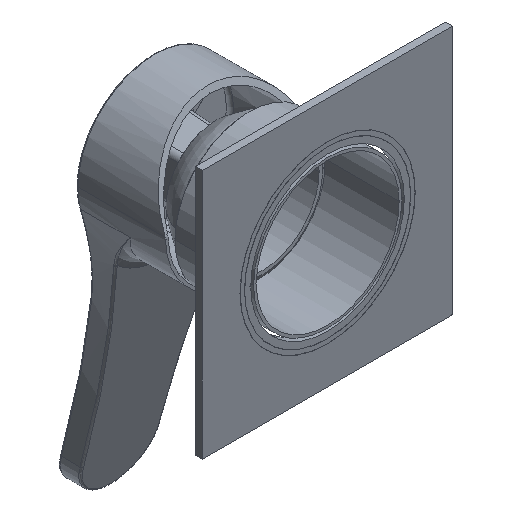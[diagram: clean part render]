
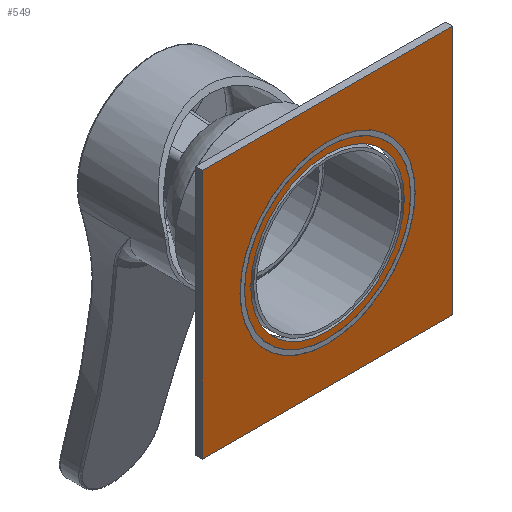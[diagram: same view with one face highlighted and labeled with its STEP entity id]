
A CAD part, isometric view. The second image highlights one B-rep face of the part: STEP entity #549.
In plain terms, the highlighted face is planar.
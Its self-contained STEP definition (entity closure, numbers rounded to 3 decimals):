
#428=CARTESIAN_POINT('',(0.,0.,0.));
#429=DIRECTION('',(0.,0.,-1.));
#430=DIRECTION('',(1.,0.,0.));
#431=AXIS2_PLACEMENT_3D('',#428,#429,#430);
#433=CARTESIAN_POINT('',(0.,0.,0.));
#434=DIRECTION('',(0.,0.,-1.));
#435=DIRECTION('',(-1.,0.,0.));
#436=AXIS2_PLACEMENT_3D('',#433,#434,#435);
#438=DIRECTION('',(0.,-1.,0.));
#439=VECTOR('',#438,70.);
#440=CARTESIAN_POINT('',(-35.,35.,0.));
#441=LINE('',#440,#439);
#442=DIRECTION('',(1.,0.,0.));
#443=VECTOR('',#442,70.);
#444=CARTESIAN_POINT('',(-35.,-35.,0.));
#445=LINE('',#444,#443);
#446=DIRECTION('',(0.,1.,0.));
#447=VECTOR('',#446,70.);
#448=CARTESIAN_POINT('',(35.,-35.,0.));
#449=LINE('',#448,#447);
#450=DIRECTION('',(-1.,0.,0.));
#451=VECTOR('',#450,70.);
#452=CARTESIAN_POINT('',(35.,35.,0.));
#453=LINE('',#452,#451);
#504=CARTESIAN_POINT('',(21.5,0.,0.));
#505=CARTESIAN_POINT('',(-21.5,0.,0.));
#506=VERTEX_POINT('',#504);
#507=VERTEX_POINT('',#505);
#508=CARTESIAN_POINT('',(-35.,35.,0.));
#509=CARTESIAN_POINT('',(-35.,-35.,0.));
#510=VERTEX_POINT('',#508);
#511=VERTEX_POINT('',#509);
#512=CARTESIAN_POINT('',(35.,-35.,0.));
#513=VERTEX_POINT('',#512);
#514=CARTESIAN_POINT('',(35.,35.,0.));
#515=VERTEX_POINT('',#514);
#528=CARTESIAN_POINT('',(0.,0.,0.));
#529=DIRECTION('',(0.,0.,1.));
#530=DIRECTION('',(1.,0.,0.));
#531=AXIS2_PLACEMENT_3D('',#528,#529,#530);
#532=PLANE('',#531);
#534=ORIENTED_EDGE('',*,*,#533,.T.);
#536=ORIENTED_EDGE('',*,*,#535,.T.);
#538=ORIENTED_EDGE('',*,*,#537,.T.);
#540=ORIENTED_EDGE('',*,*,#539,.T.);
#541=EDGE_LOOP('',(#534,#536,#538,#540));
#542=FACE_OUTER_BOUND('',#541,.F.);
#544=ORIENTED_EDGE('',*,*,#543,.T.);
#546=ORIENTED_EDGE('',*,*,#545,.T.);
#547=EDGE_LOOP('',(#544,#546));
#548=FACE_BOUND('',#547,.F.);
#549=ADVANCED_FACE('',(#542,#548),#532,.F.);
#432=CIRCLE('',#431,21.5);
#437=CIRCLE('',#436,21.5);
#533=EDGE_CURVE('',#510,#511,#441,.T.);
#535=EDGE_CURVE('',#511,#513,#445,.T.);
#537=EDGE_CURVE('',#513,#515,#449,.T.);
#539=EDGE_CURVE('',#515,#510,#453,.T.);
#543=EDGE_CURVE('',#506,#507,#432,.T.);
#545=EDGE_CURVE('',#507,#506,#437,.T.);
